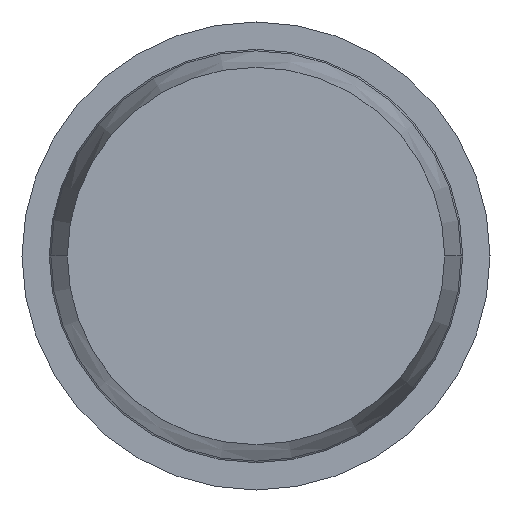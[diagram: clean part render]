
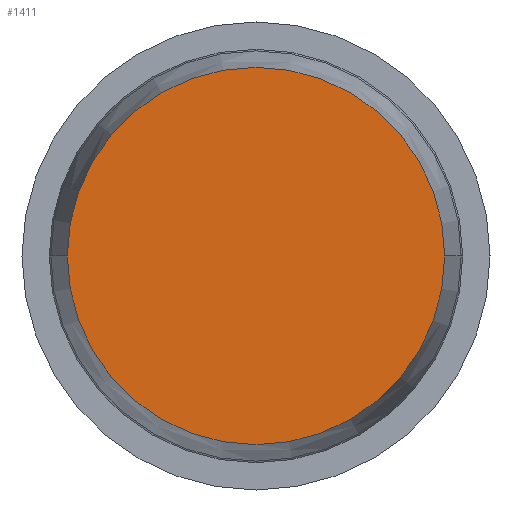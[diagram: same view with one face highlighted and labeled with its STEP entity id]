
A CAD part, front view. The second image highlights one B-rep face of the part: STEP entity #1411.
In plain terms, the highlighted planar face has unit normal (0, -1, 0).
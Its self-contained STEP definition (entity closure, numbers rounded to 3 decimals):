
#102 = FACE_OUTER_BOUND ( 'NONE', #1885, .T. ) ;
#200 = CARTESIAN_POINT ( 'NONE',  ( 0., -19., 0. ) ) ;
#315 = DIRECTION ( 'NONE',  ( 1., 0., 0. ) ) ;
#318 = EDGE_CURVE ( 'Defeature ausgef�hrt1_0+Defeature ausgef�hrt1_10+Defeature ausgef�hrt1_10+Defeature ausgef�hrt1_10', #573, #1519, #2013, .T. ) ;
#408 = DIRECTION ( 'NONE',  ( 0., -1., 0. ) ) ;
#573 = VERTEX_POINT ( 'NONE', #4117 ) ;
#761 = PLANE ( 'NONE',  #944 ) ;
#831 = CARTESIAN_POINT ( 'NONE',  ( 0., -19., 0. ) ) ;
#871 = AXIS2_PLACEMENT_3D ( 'NONE', #200, #1169, #1550 ) ;
#934 = DIRECTION ( 'NONE',  ( 0., -1., 0. ) ) ;
#944 = AXIS2_PLACEMENT_3D ( 'NONE', #831, #408, #4183 ) ;
#1169 = DIRECTION ( 'NONE',  ( 0., -1., 0. ) ) ;
#1411 = ADVANCED_FACE ( 'Defeature ausgef�hrt1_0', ( #102 ), #761, .T. ) ;
#1438 = AXIS2_PLACEMENT_3D ( 'NONE', #2686, #934, #315 ) ;
#1519 = VERTEX_POINT ( 'NONE', #3279 ) ;
#1550 = DIRECTION ( 'NONE',  ( 1., 0., 0. ) ) ;
#1748 = EDGE_CURVE ( 'Defeature ausgef�hrt1_0+Defeature ausgef�hrt1_10+Defeature ausgef�hrt1_10+Defeature ausgef�hrt1_10', #1519, #573, #2879, .T. ) ;
#1861 = ORIENTED_EDGE ( 'NONE', *, *, #318, .T. ) ;
#1885 = EDGE_LOOP ( 'NONE', ( #3814, #1861 ) ) ;
#2013 = CIRCLE ( 'NONE', #871, 1.209 ) ;
#2686 = CARTESIAN_POINT ( 'NONE',  ( 0., -19., 0. ) ) ;
#2879 = CIRCLE ( 'NONE', #1438, 1.209 ) ;
#3279 = CARTESIAN_POINT ( 'NONE',  ( -1.209, -19., 0. ) ) ;
#3814 = ORIENTED_EDGE ( 'NONE', *, *, #1748, .T. ) ;
#4117 = CARTESIAN_POINT ( 'NONE',  ( 1.209, -19., 0. ) ) ;
#4183 = DIRECTION ( 'NONE',  ( 1., 0., 0. ) ) ;
